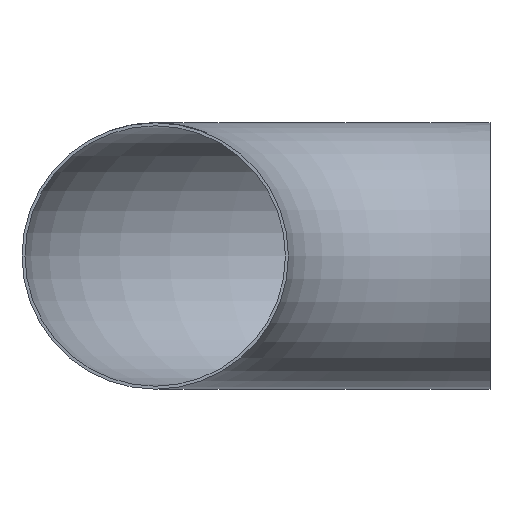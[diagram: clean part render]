
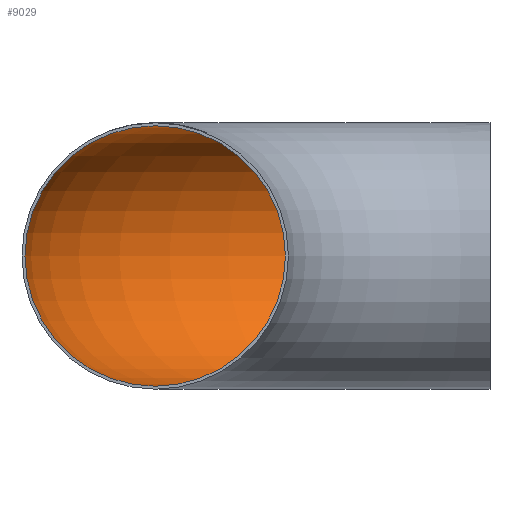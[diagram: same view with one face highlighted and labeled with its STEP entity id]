
A CAD part, front view. The second image highlights one B-rep face of the part: STEP entity #9029.
In plain terms, the highlighted toroidal (fillet/blend) face has major radius 450 mm and minor radius 175 mm.
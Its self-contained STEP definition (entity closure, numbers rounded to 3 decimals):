
#405 = FACE_OUTER_BOUND ( 'NONE', #22023, .T. ) ;
#957 = DIRECTION ( 'NONE',  ( 1., 0., 0. ) ) ;
#3181 = VERTEX_POINT ( 'NONE', #8184 ) ;
#3228 = DIRECTION ( 'NONE',  ( 0., 1., 0. ) ) ;
#3813 = CARTESIAN_POINT ( 'NONE',  ( 0., 450., 0. ) ) ;
#5723 = CARTESIAN_POINT ( 'NONE',  ( -450., 0., 0. ) ) ;
#6141 = DIRECTION ( 'NONE',  ( 0., 1., 0. ) ) ;
#8184 = CARTESIAN_POINT ( 'NONE',  ( -450., 0., 175. ) ) ;
#8927 = AXIS2_PLACEMENT_3D ( 'NONE', #5723, #3228, #23587 ) ;
#9029 = ADVANCED_FACE ( 'NONE', ( #405, #13114 ), #17754, .F. ) ;
#10604 = DIRECTION ( 'NONE',  ( -1., 0., 0. ) ) ;
#11794 = ORIENTED_EDGE ( 'NONE', *, *, #21149, .F. ) ;
#12668 = CIRCLE ( 'NONE', #23347, 175. ) ;
#12941 = CARTESIAN_POINT ( 'NONE',  ( 0., 0., 0. ) ) ;
#13023 = ORIENTED_EDGE ( 'NONE', *, *, #16922, .T. ) ;
#13114 = FACE_OUTER_BOUND ( 'NONE', #27392, .T. ) ;
#15878 = CARTESIAN_POINT ( 'NONE',  ( 0., 625., 0. ) ) ;
#16922 = EDGE_CURVE ( 'NONE', #23031, #23031, #12668, .T. ) ;
#17754 = TOROIDAL_SURFACE ( 'NONE', #18312, 450., 175. ) ;
#18312 = AXIS2_PLACEMENT_3D ( 'NONE', #12941, #30823, #10604 ) ;
#21149 = EDGE_CURVE ( 'NONE', #3181, #3181, #28118, .T. ) ;
#22023 = EDGE_LOOP ( 'NONE', ( #13023 ) ) ;
#23031 = VERTEX_POINT ( 'NONE', #15878 ) ;
#23347 = AXIS2_PLACEMENT_3D ( 'NONE', #3813, #957, #6141 ) ;
#23587 = DIRECTION ( 'NONE',  ( 0., 0., 1. ) ) ;
#27392 = EDGE_LOOP ( 'NONE', ( #11794 ) ) ;
#28118 = CIRCLE ( 'NONE', #8927, 175. ) ;
#30823 = DIRECTION ( 'NONE',  ( 0., 0., -1. ) ) ;
